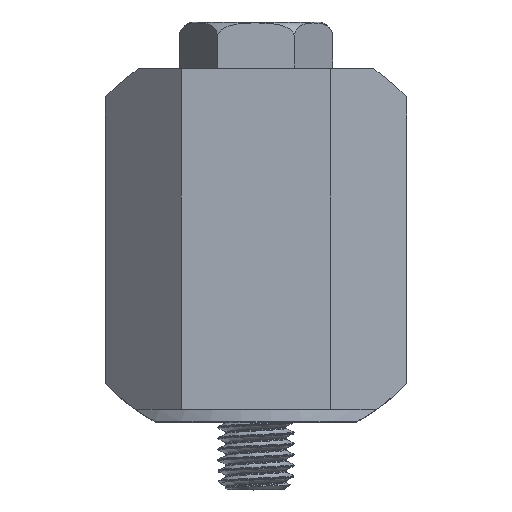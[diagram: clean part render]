
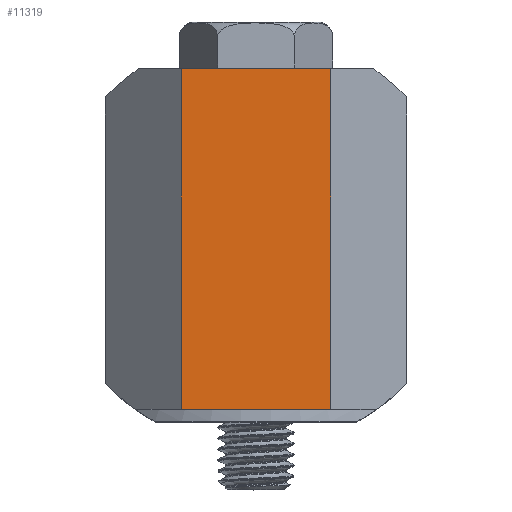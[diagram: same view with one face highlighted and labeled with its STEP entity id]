
A CAD part, top view. The second image highlights one B-rep face of the part: STEP entity #11319.
In plain terms, the highlighted planar face has unit normal (0, 0, 1).
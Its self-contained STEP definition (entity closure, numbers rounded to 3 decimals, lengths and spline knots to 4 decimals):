
#2155=FACE_OUTER_BOUND('',#2451,.T.);
#2451=EDGE_LOOP('',(#6802,#6803,#6804,#6805));
#2809=LINE('',#14896,#3017);
#2812=LINE('',#14930,#3020);
#2813=LINE('',#14931,#3021);
#2814=LINE('',#14932,#3022);
#3017=VECTOR('',#12743,0.3937);
#3020=VECTOR('',#12778,0.3937);
#3021=VECTOR('',#12779,0.3937);
#3022=VECTOR('',#12780,0.3937);
#3230=VERTEX_POINT('',#14893);
#3231=VERTEX_POINT('',#14895);
#3242=VERTEX_POINT('',#14928);
#3243=VERTEX_POINT('',#14929);
#4662=EDGE_CURVE('',#3230,#3231,#2809,.T.);
#4674=EDGE_CURVE('',#3242,#3243,#2812,.T.);
#4675=EDGE_CURVE('',#3231,#3243,#2813,.T.);
#4676=EDGE_CURVE('',#3242,#3230,#2814,.T.);
#6802=ORIENTED_EDGE('',*,*,#4674,.T.);
#6803=ORIENTED_EDGE('',*,*,#4675,.F.);
#6804=ORIENTED_EDGE('',*,*,#4662,.F.);
#6805=ORIENTED_EDGE('',*,*,#4676,.F.);
#10885=PLANE('',#11706);
#11319=ADVANCED_FACE('',(#2155),#10885,.T.);
#11706=AXIS2_PLACEMENT_3D('',#14927,#12776,#12777);
#12743=DIRECTION('',(1.,0.,0.));
#12776=DIRECTION('center_axis',(0.,0.,1.));
#12777=DIRECTION('ref_axis',(1.,0.,0.));
#12778=DIRECTION('',(1.,0.,0.));
#12779=DIRECTION('',(0.,-1.,0.));
#12780=DIRECTION('',(0.,1.,0.));
#14893=CARTESIAN_POINT('',(-0.245,0.5801,0.669));
#14895=CARTESIAN_POINT('',(0.245,0.5801,0.669));
#14896=CARTESIAN_POINT('',(0.495,0.5801,0.669));
#14927=CARTESIAN_POINT('Origin',(-0.495,-0.5799,0.669));
#14928=CARTESIAN_POINT('',(-0.245,-0.5399,0.669));
#14929=CARTESIAN_POINT('',(0.245,-0.5399,0.669));
#14930=CARTESIAN_POINT('',(-0.2475,-0.5399,0.669));
#14931=CARTESIAN_POINT('',(0.245,-0.5799,0.669));
#14932=CARTESIAN_POINT('',(-0.245,-0.5799,0.669));
